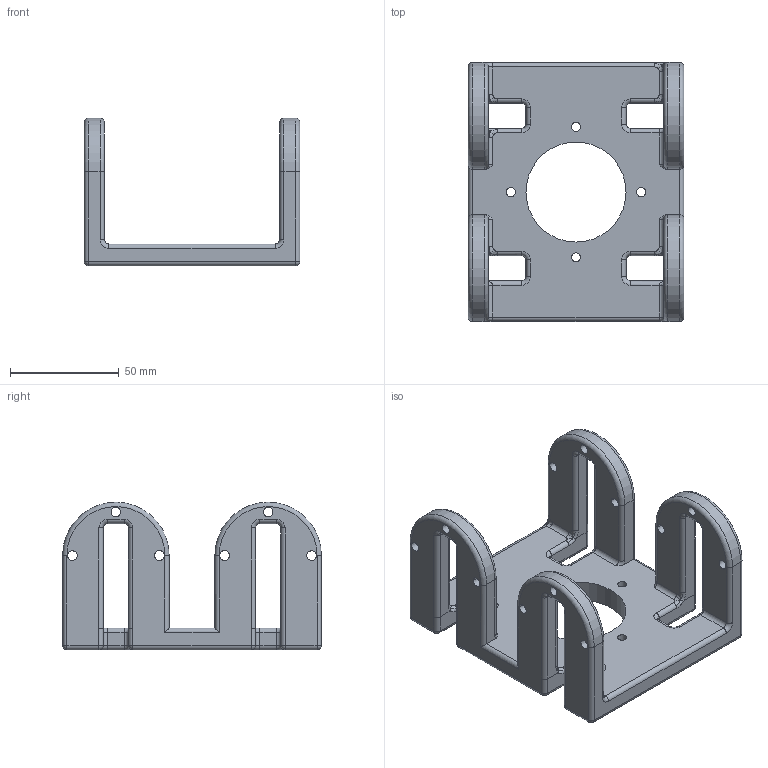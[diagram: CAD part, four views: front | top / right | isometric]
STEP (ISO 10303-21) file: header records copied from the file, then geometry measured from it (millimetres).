
FILE_DESCRIPTION(/* description */ (''),/* implementation_level */ '2;1');
FILE_NAME(/* name */ 'Motor shell.step',/* time_stamp */ '2024-03-18T13:24:08+09:00',/* author */ (''),/* organization */ (''),/* preprocessor_version */ 'ST-DEVELOPER v20',/* originating_system */ 'Autodesk Translation Framework v12.20.1.177',/* authorisation */ '');
FILE_SCHEMA (('AUTOMOTIVE_DESIGN { 1 0 10303 214 3 1 1 }'));
Length unit declared in the file: millimetre
Products named in the file (1): new shell
Bounding box: 99.2 x 119 x 67.85 mm (x, y, z)
Volume: 159376.9 mm3; surface area: 49174.8 mm2
Topology: 1 solids, 1 shells, 284 faces, 688 edges, 404 vertices
Faces by surface type: cylinder 140, torus 49, plane 45, bspline 38, sphere 12
Full cylindrical faces by diameter (mm): 4.2 x12, 4.4 x8, 46 x1
Entity records: 15251 total; most frequent: CARTESIAN_POINT 8487, DIRECTION 1484, ORIENTED_EDGE 1372, EDGE_CURVE 686, AXIS2_PLACEMENT_3D 609, VERTEX_POINT 404, CIRCLE 354, EDGE_LOOP 326
